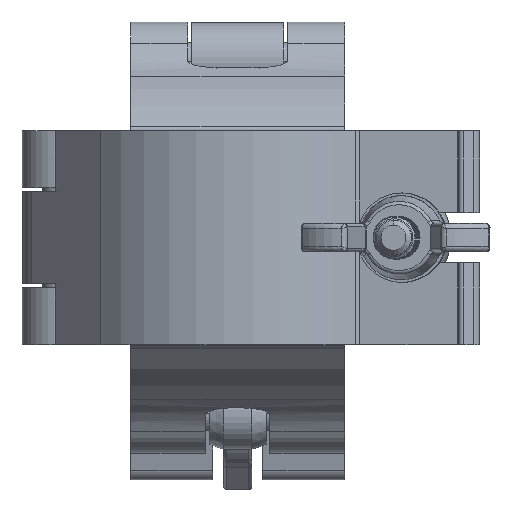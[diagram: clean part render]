
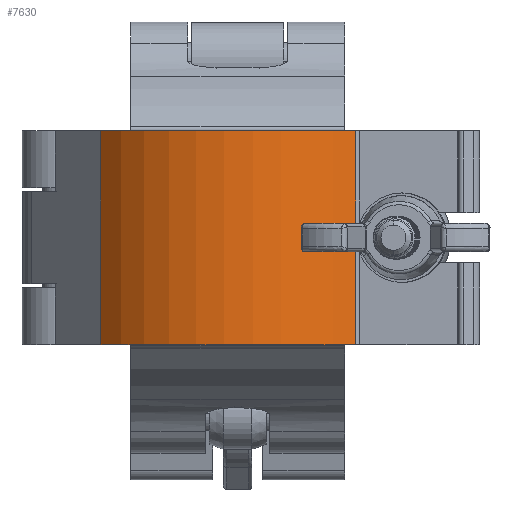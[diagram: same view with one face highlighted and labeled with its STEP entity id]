
A CAD part, front view. The second image highlights one B-rep face of the part: STEP entity #7630.
In plain terms, the highlighted cylindrical face has radius 24.6 mm (diameter 49.2 mm), a partial arc.
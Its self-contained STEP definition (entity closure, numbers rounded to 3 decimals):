
#455 = EDGE_CURVE ( 'NONE', #3678, #1724, #3962, .T. ) ;
#841 = FACE_OUTER_BOUND ( 'NONE', #10962, .T. ) ;
#1215 = ORIENTED_EDGE ( 'NONE', *, *, #455, .F. ) ;
#1724 = VERTEX_POINT ( 'NONE', #8482 ) ;
#1960 = DIRECTION ( 'NONE',  ( 0., 0., 1. ) ) ;
#2030 = CARTESIAN_POINT ( 'NONE',  ( 24.515, -2.038, 14.95 ) ) ;
#2421 = CARTESIAN_POINT ( 'NONE',  ( 24.515, -2.038, 14.95 ) ) ;
#2857 = DIRECTION ( 'NONE',  ( 0., 0., -1. ) ) ;
#3678 = VERTEX_POINT ( 'NONE', #16707 ) ;
#3962 = CIRCLE ( 'NONE', #14108, 24.6 ) ;
#3972 = VECTOR ( 'NONE', #2857, 1000. ) ;
#4070 = CARTESIAN_POINT ( 'NONE',  ( 42.47, 14.779, -14.95 ) ) ;
#4723 = ORIENTED_EDGE ( 'NONE', *, *, #6573, .F. ) ;
#5026 = DIRECTION ( 'NONE',  ( -1., 0., 0. ) ) ;
#5083 = LINE ( 'NONE', #7120, #3972 ) ;
#5147 = DIRECTION ( 'NONE',  ( 0., 0., -1. ) ) ;
#6573 = EDGE_CURVE ( 'NONE', #1724, #12386, #5083, .T. ) ;
#7120 = CARTESIAN_POINT ( 'NONE',  ( 6.765, 14.994, 14.95 ) ) ;
#7630 = ADVANCED_FACE ( 'NONE', ( #841 ), #10438, .T. ) ;
#7990 = ORIENTED_EDGE ( 'NONE', *, *, #16009, .T. ) ;
#8170 = DIRECTION ( 'NONE',  ( 1., 0., 0. ) ) ;
#8229 = CARTESIAN_POINT ( 'NONE',  ( 24.515, -2.038, -14.95 ) ) ;
#8482 = CARTESIAN_POINT ( 'NONE',  ( 6.765, 14.994, 14.95 ) ) ;
#9614 = CARTESIAN_POINT ( 'NONE',  ( 6.765, 14.994, -14.95 ) ) ;
#10438 = CYLINDRICAL_SURFACE ( 'NONE', #13398, 24.6 ) ;
#10937 = LINE ( 'NONE', #13302, #11813 ) ;
#10962 = EDGE_LOOP ( 'NONE', ( #11875, #4723, #1215, #7990 ) ) ;
#11813 = VECTOR ( 'NONE', #14866, 1000. ) ;
#11875 = ORIENTED_EDGE ( 'NONE', *, *, #13022, .T. ) ;
#11973 = DIRECTION ( 'NONE',  ( 1., 0., 0. ) ) ;
#12386 = VERTEX_POINT ( 'NONE', #9614 ) ;
#13022 = EDGE_CURVE ( 'NONE', #14784, #12386, #13197, .T. ) ;
#13197 = CIRCLE ( 'NONE', #17784, 24.6 ) ;
#13302 = CARTESIAN_POINT ( 'NONE',  ( 42.47, 14.779, 14.95 ) ) ;
#13398 = AXIS2_PLACEMENT_3D ( 'NONE', #2421, #5147, #5026 ) ;
#14108 = AXIS2_PLACEMENT_3D ( 'NONE', #2030, #1960, #11973 ) ;
#14784 = VERTEX_POINT ( 'NONE', #4070 ) ;
#14866 = DIRECTION ( 'NONE',  ( 0., 0., -1. ) ) ;
#16009 = EDGE_CURVE ( 'NONE', #3678, #14784, #10937, .T. ) ;
#16707 = CARTESIAN_POINT ( 'NONE',  ( 42.47, 14.779, 14.95 ) ) ;
#17784 = AXIS2_PLACEMENT_3D ( 'NONE', #8229, #18346, #8170 ) ;
#18346 = DIRECTION ( 'NONE',  ( 0., 0., 1. ) ) ;
